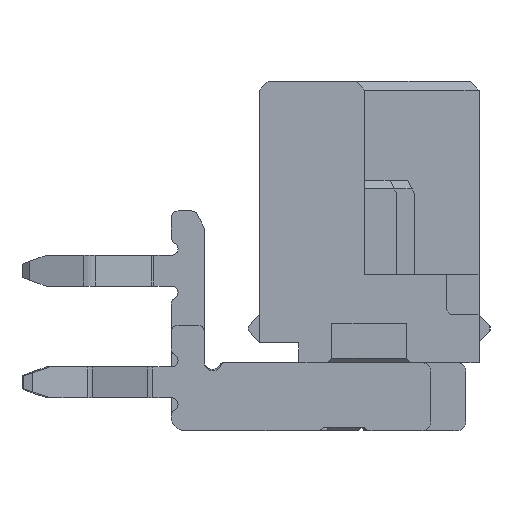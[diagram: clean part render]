
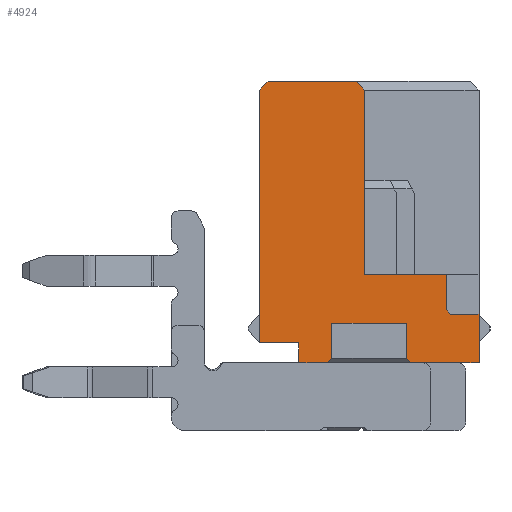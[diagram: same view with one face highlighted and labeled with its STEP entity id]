
A CAD part, left-side view. The second image highlights one B-rep face of the part: STEP entity #4924.
In plain terms, the highlighted planar face has unit normal (-1, 0, 0).
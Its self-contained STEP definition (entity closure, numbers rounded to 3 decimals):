
#3573=CARTESIAN_POINT('',(-3.16,0.075,-0.05));
#3574=VERTEX_POINT('',#3573);
#3581=CARTESIAN_POINT('',(-3.16,-1.775,-0.05));
#3582=VERTEX_POINT('',#3581);
#3583=CARTESIAN_POINT('',(-3.16,0.075,-0.05));
#3584=DIRECTION('',(0.,-1.,0.));
#3585=VECTOR('',#3584,1.85);
#3586=LINE('',#3583,#3585);
#3587=EDGE_CURVE('',#3574,#3582,#3586,.T.);
#4446=CARTESIAN_POINT('',(-3.16,1.575,-2.05));
#4447=VERTEX_POINT('',#4446);
#4454=CARTESIAN_POINT('',(-3.16,1.575,-1.6));
#4455=VERTEX_POINT('',#4454);
#4456=CARTESIAN_POINT('',(-3.16,1.575,-2.05));
#4457=DIRECTION('',(0.,0.,1.));
#4458=VECTOR('',#4457,0.45);
#4459=LINE('',#4456,#4458);
#4460=EDGE_CURVE('',#4447,#4455,#4459,.T.);
#4483=CARTESIAN_POINT('',(-3.16,2.475,-1.6));
#4484=VERTEX_POINT('',#4483);
#4485=CARTESIAN_POINT('',(-3.16,1.575,-1.6));
#4486=DIRECTION('',(0.,1.,0.));
#4487=VECTOR('',#4486,0.9);
#4488=LINE('',#4485,#4487);
#4489=EDGE_CURVE('',#4455,#4484,#4488,.T.);
#4780=CARTESIAN_POINT('',(-3.16,0.075,4.15));
#4781=VERTEX_POINT('',#4780);
#4788=CARTESIAN_POINT('',(-3.16,0.075,4.15));
#4789=DIRECTION('',(0.,0.,-1.));
#4790=VECTOR('',#4789,4.2);
#4791=LINE('',#4788,#4790);
#4792=EDGE_CURVE('',#4781,#3574,#4791,.T.);
#4797=CARTESIAN_POINT('',(-3.16,-0.025,1.15));
#4798=DIRECTION('',(0.,-1.,0.));
#4799=DIRECTION('',(-1.,0.,0.));
#4800=AXIS2_PLACEMENT_3D('',#4797,#4799,#4798);
#4801=PLANE('',#4800);
#4802=CARTESIAN_POINT('',(-3.16,-2.525,-0.95));
#4803=VERTEX_POINT('',#4802);
#4804=CARTESIAN_POINT('',(-3.16,-1.875,-0.95));
#4805=VERTEX_POINT('',#4804);
#4806=CARTESIAN_POINT('',(-3.16,-2.525,-0.95));
#4807=DIRECTION('',(0.,1.,0.));
#4808=VECTOR('',#4807,0.65);
#4809=LINE('',#4806,#4808);
#4810=EDGE_CURVE('',#4803,#4805,#4809,.T.);
#4811=ORIENTED_EDGE('',*,*,#4810,.T.);
#4812=CARTESIAN_POINT('',(-3.16,-1.775,-0.85));
#4813=VERTEX_POINT('',#4812);
#4814=CARTESIAN_POINT('',(-3.16,-1.875,-0.95));
#4815=DIRECTION('',(0.,0.707,0.707));
#4816=VECTOR('',#4815,0.141);
#4817=LINE('',#4814,#4816);
#4818=EDGE_CURVE('',#4805,#4813,#4817,.T.);
#4819=ORIENTED_EDGE('',*,*,#4818,.T.);
#4820=CARTESIAN_POINT('',(-3.16,-1.775,-0.85));
#4821=DIRECTION('',(0.,0.,1.));
#4822=VECTOR('',#4821,0.8);
#4823=LINE('',#4820,#4822);
#4824=EDGE_CURVE('',#4813,#3582,#4823,.T.);
#4825=ORIENTED_EDGE('',*,*,#4824,.T.);
#4826=ORIENTED_EDGE('',*,*,#3587,.F.);
#4827=ORIENTED_EDGE('',*,*,#4792,.F.);
#4828=CARTESIAN_POINT('',(-3.16,0.275,4.35));
#4829=VERTEX_POINT('',#4828);
#4830=CARTESIAN_POINT('',(-3.16,0.075,4.15));
#4831=DIRECTION('',(0.,0.707,0.707));
#4832=VECTOR('',#4831,0.283);
#4833=LINE('',#4830,#4832);
#4834=EDGE_CURVE('',#4781,#4829,#4833,.T.);
#4835=ORIENTED_EDGE('',*,*,#4834,.T.);
#4836=CARTESIAN_POINT('',(-3.16,2.275,4.35));
#4837=VERTEX_POINT('',#4836);
#4838=CARTESIAN_POINT('',(-3.16,0.275,4.35));
#4839=DIRECTION('',(0.,1.,0.));
#4840=VECTOR('',#4839,2.);
#4841=LINE('',#4838,#4840);
#4842=EDGE_CURVE('',#4829,#4837,#4841,.T.);
#4843=ORIENTED_EDGE('',*,*,#4842,.T.);
#4844=CARTESIAN_POINT('',(-3.16,2.475,4.15));
#4845=VERTEX_POINT('',#4844);
#4846=CARTESIAN_POINT('',(-3.16,2.275,4.35));
#4847=DIRECTION('',(0.,0.707,-0.707));
#4848=VECTOR('',#4847,0.283);
#4849=LINE('',#4846,#4848);
#4850=EDGE_CURVE('',#4837,#4845,#4849,.T.);
#4851=ORIENTED_EDGE('',*,*,#4850,.T.);
#4852=CARTESIAN_POINT('',(-3.16,2.475,4.15));
#4853=DIRECTION('',(0.,0.,-1.));
#4854=VECTOR('',#4853,5.75);
#4855=LINE('',#4852,#4854);
#4856=EDGE_CURVE('',#4845,#4484,#4855,.T.);
#4857=ORIENTED_EDGE('',*,*,#4856,.T.);
#4858=ORIENTED_EDGE('',*,*,#4489,.F.);
#4859=ORIENTED_EDGE('',*,*,#4460,.F.);
#4860=CARTESIAN_POINT('',(-3.16,0.925,-2.05));
#4861=VERTEX_POINT('',#4860);
#4862=CARTESIAN_POINT('',(-3.16,0.925,-2.05));
#4863=DIRECTION('',(0.,1.,0.));
#4864=VECTOR('',#4863,0.65);
#4865=LINE('',#4862,#4864);
#4866=EDGE_CURVE('',#4861,#4447,#4865,.T.);
#4867=ORIENTED_EDGE('',*,*,#4866,.F.);
#4868=CARTESIAN_POINT('',(-3.16,0.825,-1.95));
#4869=VERTEX_POINT('',#4868);
#4870=CARTESIAN_POINT('',(-3.16,0.925,-2.05));
#4871=DIRECTION('',(0.,-0.707,0.707));
#4872=VECTOR('',#4871,0.141);
#4873=LINE('',#4870,#4872);
#4874=EDGE_CURVE('',#4861,#4869,#4873,.T.);
#4875=ORIENTED_EDGE('',*,*,#4874,.T.);
#4876=CARTESIAN_POINT('',(-3.16,0.825,-1.15));
#4877=VERTEX_POINT('',#4876);
#4878=CARTESIAN_POINT('',(-3.16,0.825,-1.95));
#4879=DIRECTION('',(0.,0.,1.));
#4880=VECTOR('',#4879,0.8);
#4881=LINE('',#4878,#4880);
#4882=EDGE_CURVE('',#4869,#4877,#4881,.T.);
#4883=ORIENTED_EDGE('',*,*,#4882,.T.);
#4884=CARTESIAN_POINT('',(-3.16,-0.875,-1.15));
#4885=VERTEX_POINT('',#4884);
#4886=CARTESIAN_POINT('',(-3.16,0.825,-1.15));
#4887=DIRECTION('',(0.,-1.,0.));
#4888=VECTOR('',#4887,1.7);
#4889=LINE('',#4886,#4888);
#4890=EDGE_CURVE('',#4877,#4885,#4889,.T.);
#4891=ORIENTED_EDGE('',*,*,#4890,.T.);
#4892=CARTESIAN_POINT('',(-3.16,-0.875,-1.95));
#4893=VERTEX_POINT('',#4892);
#4894=CARTESIAN_POINT('',(-3.16,-0.875,-1.15));
#4895=DIRECTION('',(0.,0.,-1.));
#4896=VECTOR('',#4895,0.8);
#4897=LINE('',#4894,#4896);
#4898=EDGE_CURVE('',#4885,#4893,#4897,.T.);
#4899=ORIENTED_EDGE('',*,*,#4898,.T.);
#4900=CARTESIAN_POINT('',(-3.16,-0.975,-2.05));
#4901=VERTEX_POINT('',#4900);
#4902=CARTESIAN_POINT('',(-3.16,-0.875,-1.95));
#4903=DIRECTION('',(0.,-0.707,-0.707));
#4904=VECTOR('',#4903,0.141);
#4905=LINE('',#4902,#4904);
#4906=EDGE_CURVE('',#4893,#4901,#4905,.T.);
#4907=ORIENTED_EDGE('',*,*,#4906,.T.);
#4908=CARTESIAN_POINT('',(-3.16,-2.525,-2.05));
#4909=VERTEX_POINT('',#4908);
#4910=CARTESIAN_POINT('',(-3.16,-2.525,-2.05));
#4911=DIRECTION('',(0.,1.,0.));
#4912=VECTOR('',#4911,1.55);
#4913=LINE('',#4910,#4912);
#4914=EDGE_CURVE('',#4909,#4901,#4913,.T.);
#4915=ORIENTED_EDGE('',*,*,#4914,.F.);
#4916=CARTESIAN_POINT('',(-3.16,-2.525,-2.05));
#4917=DIRECTION('',(0.,0.,1.));
#4918=VECTOR('',#4917,1.1);
#4919=LINE('',#4916,#4918);
#4920=EDGE_CURVE('',#4909,#4803,#4919,.T.);
#4921=ORIENTED_EDGE('',*,*,#4920,.T.);
#4922=EDGE_LOOP('',(#4811,#4819,#4825,#4826,#4827,#4835,#4843,#4851,#4857,#4858,#4859,#4867,#4875,#4883,#4891,#4899,#4907,#4915,#4921));
#4923=FACE_OUTER_BOUND('',#4922,.T.);
#4924=ADVANCED_FACE('',(#4923),#4801,.T.);
